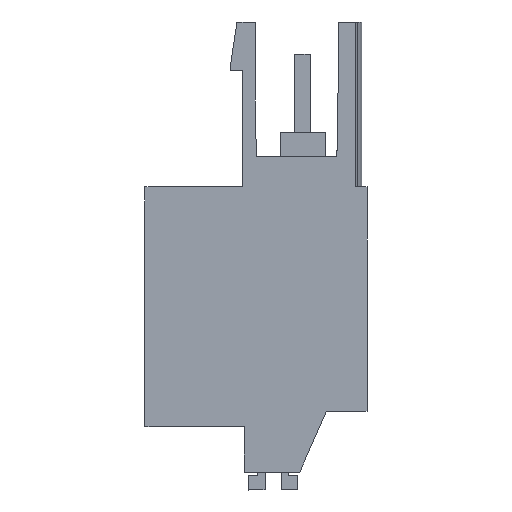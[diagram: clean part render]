
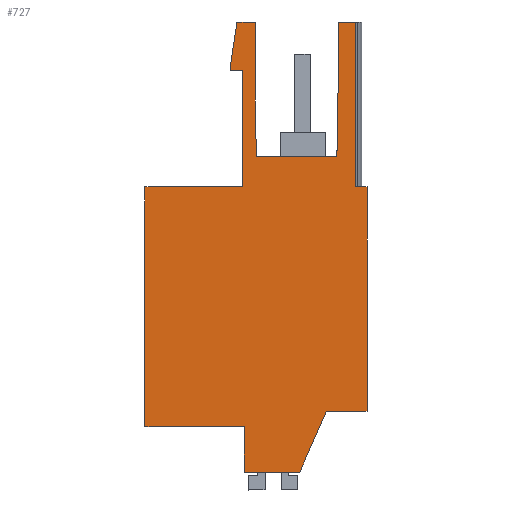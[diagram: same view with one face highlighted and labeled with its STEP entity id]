
A CAD part, left-side view. The second image highlights one B-rep face of the part: STEP entity #727.
In plain terms, the highlighted planar face has unit normal (-1, 0, 0).
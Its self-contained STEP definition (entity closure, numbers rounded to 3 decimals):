
#571=AXIS2_PLACEMENT_3D('Plane Axis2P3D',#568,#569,#570) ;
#42=CARTESIAN_POINT('Vertex',(0.,2.6,5.043)) ;
#45=CARTESIAN_POINT('Line Origine',(0.,3.45,3.093)) ;
#49=CARTESIAN_POINT('Vertex',(0.,4.3,1.143)) ;
#82=CARTESIAN_POINT('Vertex',(0.,0.,5.043)) ;
#85=CARTESIAN_POINT('Line Origine',(0.,1.3,5.043)) ;
#568=CARTESIAN_POINT('Axis2P3D Location',(0.,6.8,19.383)) ;
#573=CARTESIAN_POINT('Line Origine',(0.,7.158,27.858)) ;
#577=CARTESIAN_POINT('Vertex',(0.,7.158,25.783)) ;
#579=CARTESIAN_POINT('Vertex',(0.,7.158,29.933)) ;
#582=CARTESIAN_POINT('Line Origine',(0.,7.738,29.933)) ;
#586=CARTESIAN_POINT('Vertex',(0.,8.318,29.933)) ;
#589=CARTESIAN_POINT('Line Origine',(0.,8.528,28.533)) ;
#593=CARTESIAN_POINT('Vertex',(0.,8.738,27.133)) ;
#596=CARTESIAN_POINT('Line Origine',(0.,8.738,26.973)) ;
#600=CARTESIAN_POINT('Vertex',(0.,8.738,26.813)) ;
#603=CARTESIAN_POINT('Line Origine',(0.,8.353,26.813)) ;
#607=CARTESIAN_POINT('Vertex',(0.,7.968,26.813)) ;
#610=CARTESIAN_POINT('Line Origine',(0.,7.968,23.098)) ;
#614=CARTESIAN_POINT('Vertex',(0.,7.968,19.383)) ;
#617=CARTESIAN_POINT('Line Origine',(0.,11.084,19.383)) ;
#621=CARTESIAN_POINT('Vertex',(0.,14.2,19.383)) ;
#624=CARTESIAN_POINT('Line Origine',(0.,14.2,11.713)) ;
#628=CARTESIAN_POINT('Vertex',(0.,14.2,4.043)) ;
#631=CARTESIAN_POINT('Line Origine',(0.,11.025,4.043)) ;
#635=CARTESIAN_POINT('Vertex',(0.,7.85,4.043)) ;
#638=CARTESIAN_POINT('Line Origine',(0.,7.85,2.593)) ;
#642=CARTESIAN_POINT('Vertex',(0.,7.85,1.143)) ;
#645=CARTESIAN_POINT('Line Origine',(0.,6.075,1.143)) ;
#650=CARTESIAN_POINT('Line Origine',(0.,0.,12.213)) ;
#654=CARTESIAN_POINT('Vertex',(0.,0.,19.383)) ;
#657=CARTESIAN_POINT('Line Origine',(0.,0.361,19.383)) ;
#661=CARTESIAN_POINT('Vertex',(0.,0.723,19.383)) ;
#664=CARTESIAN_POINT('Line Origine',(0.,0.723,24.658)) ;
#668=CARTESIAN_POINT('Vertex',(0.,0.723,29.933)) ;
#671=CARTESIAN_POINT('Line Origine',(0.,1.285,29.933)) ;
#675=CARTESIAN_POINT('Vertex',(0.,1.848,29.933)) ;
#678=CARTESIAN_POINT('Line Origine',(0.,1.848,27.858)) ;
#682=CARTESIAN_POINT('Vertex',(0.,1.848,25.783)) ;
#685=CARTESIAN_POINT('Line Origine',(0.,1.887,23.558)) ;
#689=CARTESIAN_POINT('Vertex',(0.,1.926,21.333)) ;
#692=CARTESIAN_POINT('Line Origine',(0.,4.503,21.333)) ;
#696=CARTESIAN_POINT('Vertex',(0.,7.08,21.333)) ;
#699=CARTESIAN_POINT('Line Origine',(0.,7.119,23.558)) ;
#46=DIRECTION('Vector Direction',(0.,-0.4,0.917)) ;
#86=DIRECTION('Vector Direction',(0.,-1.,0.)) ;
#569=DIRECTION('Axis2P3D Direction',(-1.,0.,0.)) ;
#570=DIRECTION('Axis2P3D XDirection',(0.,1.,0.)) ;
#574=DIRECTION('Vector Direction',(0.,0.,1.)) ;
#583=DIRECTION('Vector Direction',(0.,1.,0.)) ;
#590=DIRECTION('Vector Direction',(0.,0.148,-0.989)) ;
#597=DIRECTION('Vector Direction',(0.,0.,-1.)) ;
#604=DIRECTION('Vector Direction',(0.,1.,0.)) ;
#611=DIRECTION('Vector Direction',(0.,0.,1.)) ;
#618=DIRECTION('Vector Direction',(0.,1.,0.)) ;
#625=DIRECTION('Vector Direction',(0.,0.,-1.)) ;
#632=DIRECTION('Vector Direction',(0.,-1.,0.)) ;
#639=DIRECTION('Vector Direction',(0.,0.,-1.)) ;
#646=DIRECTION('Vector Direction',(0.,-1.,0.)) ;
#651=DIRECTION('Vector Direction',(0.,0.,1.)) ;
#658=DIRECTION('Vector Direction',(0.,1.,0.)) ;
#665=DIRECTION('Vector Direction',(0.,0.,-1.)) ;
#672=DIRECTION('Vector Direction',(0.,1.,0.)) ;
#679=DIRECTION('Vector Direction',(0.,0.,1.)) ;
#686=DIRECTION('Vector Direction',(0.,0.017,-1.)) ;
#693=DIRECTION('Vector Direction',(0.,-1.,0.)) ;
#700=DIRECTION('Vector Direction',(0.,-0.017,-1.)) ;
#47=VECTOR('Line Direction',#46,1.) ;
#87=VECTOR('Line Direction',#86,1.) ;
#575=VECTOR('Line Direction',#574,1.) ;
#584=VECTOR('Line Direction',#583,1.) ;
#591=VECTOR('Line Direction',#590,1.) ;
#598=VECTOR('Line Direction',#597,1.) ;
#605=VECTOR('Line Direction',#604,1.) ;
#612=VECTOR('Line Direction',#611,1.) ;
#619=VECTOR('Line Direction',#618,1.) ;
#626=VECTOR('Line Direction',#625,1.) ;
#633=VECTOR('Line Direction',#632,1.) ;
#640=VECTOR('Line Direction',#639,1.) ;
#647=VECTOR('Line Direction',#646,1.) ;
#652=VECTOR('Line Direction',#651,1.) ;
#659=VECTOR('Line Direction',#658,1.) ;
#666=VECTOR('Line Direction',#665,1.) ;
#673=VECTOR('Line Direction',#672,1.) ;
#680=VECTOR('Line Direction',#679,1.) ;
#687=VECTOR('Line Direction',#686,1.) ;
#694=VECTOR('Line Direction',#693,1.) ;
#701=VECTOR('Line Direction',#700,1.) ;
#705=ORIENTED_EDGE('',*,*,#581,.T.) ;
#706=ORIENTED_EDGE('',*,*,#588,.T.) ;
#707=ORIENTED_EDGE('',*,*,#595,.T.) ;
#708=ORIENTED_EDGE('',*,*,#602,.T.) ;
#709=ORIENTED_EDGE('',*,*,#609,.F.) ;
#710=ORIENTED_EDGE('',*,*,#616,.F.) ;
#711=ORIENTED_EDGE('',*,*,#623,.T.) ;
#712=ORIENTED_EDGE('',*,*,#630,.T.) ;
#713=ORIENTED_EDGE('',*,*,#637,.T.) ;
#714=ORIENTED_EDGE('',*,*,#644,.T.) ;
#715=ORIENTED_EDGE('',*,*,#649,.T.) ;
#716=ORIENTED_EDGE('',*,*,#51,.T.) ;
#717=ORIENTED_EDGE('',*,*,#89,.T.) ;
#718=ORIENTED_EDGE('',*,*,#656,.T.) ;
#719=ORIENTED_EDGE('',*,*,#663,.T.) ;
#720=ORIENTED_EDGE('',*,*,#670,.F.) ;
#721=ORIENTED_EDGE('',*,*,#677,.T.) ;
#722=ORIENTED_EDGE('',*,*,#684,.F.) ;
#723=ORIENTED_EDGE('',*,*,#691,.T.) ;
#724=ORIENTED_EDGE('',*,*,#698,.F.) ;
#725=ORIENTED_EDGE('',*,*,#703,.F.) ;
#727=ADVANCED_FACE('HOUSING',(#726),#572,.T.) ;
#51=EDGE_CURVE('',#50,#43,#48,.T.) ;
#89=EDGE_CURVE('',#43,#83,#88,.T.) ;
#581=EDGE_CURVE('',#578,#580,#576,.T.) ;
#588=EDGE_CURVE('',#580,#587,#585,.T.) ;
#595=EDGE_CURVE('',#587,#594,#592,.T.) ;
#602=EDGE_CURVE('',#594,#601,#599,.T.) ;
#609=EDGE_CURVE('',#608,#601,#606,.T.) ;
#616=EDGE_CURVE('',#615,#608,#613,.T.) ;
#623=EDGE_CURVE('',#615,#622,#620,.T.) ;
#630=EDGE_CURVE('',#622,#629,#627,.T.) ;
#637=EDGE_CURVE('',#629,#636,#634,.T.) ;
#644=EDGE_CURVE('',#636,#643,#641,.T.) ;
#649=EDGE_CURVE('',#643,#50,#648,.T.) ;
#656=EDGE_CURVE('',#83,#655,#653,.T.) ;
#663=EDGE_CURVE('',#655,#662,#660,.T.) ;
#670=EDGE_CURVE('',#669,#662,#667,.T.) ;
#677=EDGE_CURVE('',#669,#676,#674,.T.) ;
#684=EDGE_CURVE('',#683,#676,#681,.T.) ;
#691=EDGE_CURVE('',#683,#690,#688,.T.) ;
#698=EDGE_CURVE('',#697,#690,#695,.T.) ;
#703=EDGE_CURVE('',#578,#697,#702,.T.) ;
#704=EDGE_LOOP('',(#705,#706,#707,#708,#709,#710,#711,#712,#713,#714,#715,#716,#717,#718,#719,#720,#721,#722,#723,#724,#725)) ;
#726=FACE_OUTER_BOUND('',#704,.T.) ;
#48=LINE('Line',#45,#47) ;
#88=LINE('Line',#85,#87) ;
#576=LINE('Line',#573,#575) ;
#585=LINE('Line',#582,#584) ;
#592=LINE('Line',#589,#591) ;
#599=LINE('Line',#596,#598) ;
#606=LINE('Line',#603,#605) ;
#613=LINE('Line',#610,#612) ;
#620=LINE('Line',#617,#619) ;
#627=LINE('Line',#624,#626) ;
#634=LINE('Line',#631,#633) ;
#641=LINE('Line',#638,#640) ;
#648=LINE('Line',#645,#647) ;
#653=LINE('Line',#650,#652) ;
#660=LINE('Line',#657,#659) ;
#667=LINE('Line',#664,#666) ;
#674=LINE('Line',#671,#673) ;
#681=LINE('Line',#678,#680) ;
#688=LINE('Line',#685,#687) ;
#695=LINE('Line',#692,#694) ;
#702=LINE('Line',#699,#701) ;
#572=PLANE('',#571) ;
#43=VERTEX_POINT('',#42) ;
#50=VERTEX_POINT('',#49) ;
#83=VERTEX_POINT('',#82) ;
#578=VERTEX_POINT('',#577) ;
#580=VERTEX_POINT('',#579) ;
#587=VERTEX_POINT('',#586) ;
#594=VERTEX_POINT('',#593) ;
#601=VERTEX_POINT('',#600) ;
#608=VERTEX_POINT('',#607) ;
#615=VERTEX_POINT('',#614) ;
#622=VERTEX_POINT('',#621) ;
#629=VERTEX_POINT('',#628) ;
#636=VERTEX_POINT('',#635) ;
#643=VERTEX_POINT('',#642) ;
#655=VERTEX_POINT('',#654) ;
#662=VERTEX_POINT('',#661) ;
#669=VERTEX_POINT('',#668) ;
#676=VERTEX_POINT('',#675) ;
#683=VERTEX_POINT('',#682) ;
#690=VERTEX_POINT('',#689) ;
#697=VERTEX_POINT('',#696) ;
